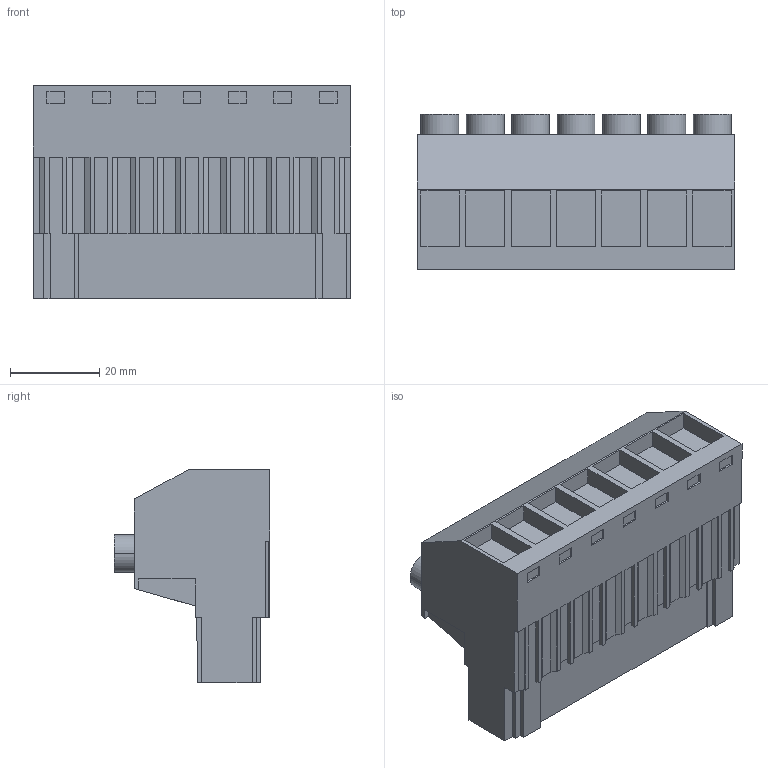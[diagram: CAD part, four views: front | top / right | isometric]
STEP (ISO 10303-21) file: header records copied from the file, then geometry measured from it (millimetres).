
FILE_DESCRIPTION(('CATIA V5 STEP Exchange','CAx-IF Rec.Pracs.--- Model Styling and Organization---1.2---2011-12-15'),'2;1');
FILE_NAME ('D1460586_0_1966930000_1966930000.stp','2016-11-26T11:30:15+00:00',('none'),('Weidmueller'),'CATIA Version 5-6 Release 2014','CATIA V5 STEP AP214','none');
FILE_SCHEMA(('AUTOMOTIVE_DESIGN { 1 0 10303 214 1 1 1 1 }'));
Length unit declared in the file: millimetre
Products named in the file (1): 1966930000_S
Bounding box: 71.12 x 34.8 x 47.8 mm (x, y, z)
Volume: 63750.1 mm3; surface area: 24595.3 mm2
Topology: 15 solids, 15 shells, 679 faces, 1827 edges, 1234 vertices
Faces by surface type: plane 637, cylinder 42
Entity records: 19519 total; most frequent: ORIENTED_EDGE 3654, CARTESIAN_POINT 3476, DIRECTION 2637, EDGE_CURVE 1827, VECTOR 1709, LINE 1709, VERTEX_POINT 1234, EDGE_LOOP 735
